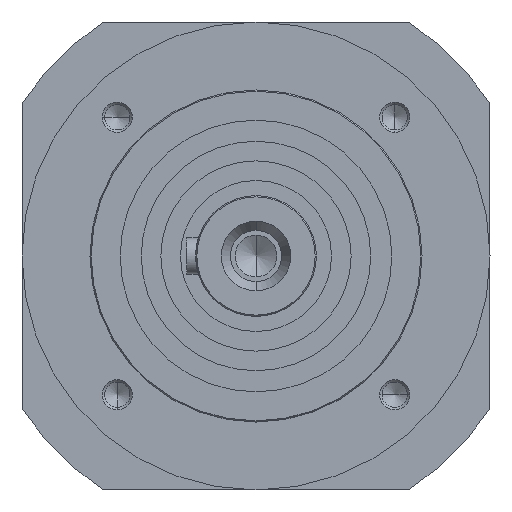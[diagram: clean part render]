
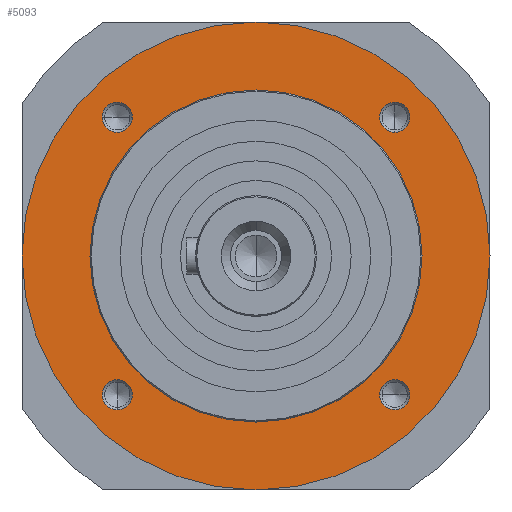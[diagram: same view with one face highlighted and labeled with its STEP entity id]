
A CAD part, left-side view. The second image highlights one B-rep face of the part: STEP entity #5093.
In plain terms, the highlighted planar face has unit normal (-1, 0, 0).
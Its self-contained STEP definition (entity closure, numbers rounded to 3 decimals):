
#517=CARTESIAN_POINT('',(95.,77.5,0.0));
#518=VERTEX_POINT('',#517);
#527=CARTESIAN_POINT('',(95.,-77.5,0.));
#528=VERTEX_POINT('',#527);
#529=CARTESIAN_POINT('',(95.,0.0,0.0));
#530=DIRECTION('',(1.0,0.0,0.0));
#531=DIRECTION('',(0.0,1.0,0.0));
#532=AXIS2_PLACEMENT_3D('',#529,#530,#531);
#533=CIRCLE('',#532,77.5);
#534=EDGE_CURVE('',#518,#528,#533,.T.);
#570=CARTESIAN_POINT('',(95.0,55.,0.0));
#571=VERTEX_POINT('',#570);
#587=CARTESIAN_POINT('',(95.0,-55.,0.));
#588=VERTEX_POINT('',#587);
#595=CARTESIAN_POINT('',(95.0,0.0,0.0));
#596=DIRECTION('',(1.0,0.0,0.0));
#597=DIRECTION('',(0.0,1.0,0.0));
#598=AXIS2_PLACEMENT_3D('',#595,#596,#597);
#599=CIRCLE('',#598,55.);
#600=EDGE_CURVE('',#571,#588,#599,.T.);
#1072=CARTESIAN_POINT('',(95.0,45.962,-40.962));
#1073=VERTEX_POINT('',#1072);
#1081=CARTESIAN_POINT('',(95.0,45.962,-50.962));
#1082=VERTEX_POINT('',#1081);
#1089=CARTESIAN_POINT('',(95.0,45.962,-45.962));
#1090=DIRECTION('',(1.0,0.0,0.0));
#1091=DIRECTION('',(0.0,0.0,1.0));
#1092=AXIS2_PLACEMENT_3D('',#1089,#1090,#1091);
#1093=CIRCLE('',#1092,5.);
#1094=EDGE_CURVE('',#1073,#1082,#1093,.T.);
#1238=CARTESIAN_POINT('',(95.0,40.962,45.962));
#1239=VERTEX_POINT('',#1238);
#1247=CARTESIAN_POINT('',(95.0,50.962,45.962));
#1248=VERTEX_POINT('',#1247);
#1255=CARTESIAN_POINT('',(95.0,45.962,45.962));
#1256=DIRECTION('',(1.0,0.0,0.0));
#1257=DIRECTION('',(0.0,-1.0,0.0));
#1258=AXIS2_PLACEMENT_3D('',#1255,#1256,#1257);
#1259=CIRCLE('',#1258,5.);
#1260=EDGE_CURVE('',#1239,#1248,#1259,.T.);
#1404=CARTESIAN_POINT('',(95.0,-45.962,40.962));
#1405=VERTEX_POINT('',#1404);
#1413=CARTESIAN_POINT('',(95.0,-45.962,50.962));
#1414=VERTEX_POINT('',#1413);
#1421=CARTESIAN_POINT('',(95.0,-45.962,45.962));
#1422=DIRECTION('',(1.0,0.0,0.0));
#1423=DIRECTION('',(0.0,0.0,-1.0));
#1424=AXIS2_PLACEMENT_3D('',#1421,#1422,#1423);
#1425=CIRCLE('',#1424,5.);
#1426=EDGE_CURVE('',#1405,#1414,#1425,.T.);
#1570=CARTESIAN_POINT('',(95.0,-40.962,-45.962));
#1571=VERTEX_POINT('',#1570);
#1579=CARTESIAN_POINT('',(95.0,-50.962,-45.962));
#1580=VERTEX_POINT('',#1579);
#1587=CARTESIAN_POINT('',(95.0,-45.962,-45.962));
#1588=DIRECTION('',(1.0,0.0,0.0));
#1589=DIRECTION('',(0.0,1.0,0.0));
#1590=AXIS2_PLACEMENT_3D('',#1587,#1588,#1589);
#1591=CIRCLE('',#1590,5.);
#1592=EDGE_CURVE('',#1571,#1580,#1591,.T.);
#4078=CARTESIAN_POINT('',(95.0,-45.962,-45.962));
#4079=DIRECTION('',(1.0,0.0,0.0));
#4080=DIRECTION('',(0.0,1.0,0.0));
#4081=AXIS2_PLACEMENT_3D('',#4078,#4079,#4080);
#4082=CIRCLE('',#4081,5.);
#4083=EDGE_CURVE('',#1580,#1571,#4082,.T.);
#4188=CARTESIAN_POINT('',(95.0,-45.962,45.962));
#4189=DIRECTION('',(1.0,0.0,0.0));
#4190=DIRECTION('',(0.0,0.0,-1.0));
#4191=AXIS2_PLACEMENT_3D('',#4188,#4189,#4190);
#4192=CIRCLE('',#4191,5.);
#4193=EDGE_CURVE('',#1414,#1405,#4192,.T.);
#4298=CARTESIAN_POINT('',(95.0,45.962,45.962));
#4299=DIRECTION('',(1.0,0.0,0.0));
#4300=DIRECTION('',(0.0,-1.0,0.0));
#4301=AXIS2_PLACEMENT_3D('',#4298,#4299,#4300);
#4302=CIRCLE('',#4301,5.);
#4303=EDGE_CURVE('',#1248,#1239,#4302,.T.);
#4408=CARTESIAN_POINT('',(95.0,45.962,-45.962));
#4409=DIRECTION('',(1.0,0.0,0.0));
#4410=DIRECTION('',(0.0,0.0,1.0));
#4411=AXIS2_PLACEMENT_3D('',#4408,#4409,#4410);
#4412=CIRCLE('',#4411,5.);
#4413=EDGE_CURVE('',#1082,#1073,#4412,.T.);
#5046=CARTESIAN_POINT('',(95.0,0.0,0.0));
#5047=DIRECTION('',(1.0,0.0,0.0));
#5048=DIRECTION('',(0.0,1.0,0.0));
#5049=AXIS2_PLACEMENT_3D('',#5046,#5047,#5048);
#5050=CIRCLE('',#5049,55.);
#5051=EDGE_CURVE('',#588,#571,#5050,.T.);
#5058=CARTESIAN_POINT('',(95.0,38.75,0.0));
#5059=DIRECTION('',(-1.0,0.0,0.0));
#5060=DIRECTION('',(0.0,0.0,1.0));
#5061=AXIS2_PLACEMENT_3D('',#5058,#5059,#5060);
#5062=PLANE('',#5061);
#5063=ORIENTED_EDGE('',*,*,#534,.F.);
#5064=CARTESIAN_POINT('',(95.,0.0,0.0));
#5065=DIRECTION('',(1.0,0.0,0.0));
#5066=DIRECTION('',(0.0,1.0,0.0));
#5067=AXIS2_PLACEMENT_3D('',#5064,#5065,#5066);
#5068=CIRCLE('',#5067,77.5);
#5069=EDGE_CURVE('',#528,#518,#5068,.T.);
#5070=ORIENTED_EDGE('',*,*,#5069,.F.);
#5071=EDGE_LOOP('',(#5063,#5070));
#5072=FACE_OUTER_BOUND('',#5071,.T.);
#5073=ORIENTED_EDGE('',*,*,#1592,.T.);
#5074=ORIENTED_EDGE('',*,*,#4083,.T.);
#5075=EDGE_LOOP('',(#5073,#5074));
#5076=FACE_BOUND('',#5075,.T.);
#5077=ORIENTED_EDGE('',*,*,#1426,.T.);
#5078=ORIENTED_EDGE('',*,*,#4193,.T.);
#5079=EDGE_LOOP('',(#5077,#5078));
#5080=FACE_BOUND('',#5079,.T.);
#5081=ORIENTED_EDGE('',*,*,#1260,.T.);
#5082=ORIENTED_EDGE('',*,*,#4303,.T.);
#5083=EDGE_LOOP('',(#5081,#5082));
#5084=FACE_BOUND('',#5083,.T.);
#5085=ORIENTED_EDGE('',*,*,#1094,.T.);
#5086=ORIENTED_EDGE('',*,*,#4413,.T.);
#5087=EDGE_LOOP('',(#5085,#5086));
#5088=FACE_BOUND('',#5087,.T.);
#5089=ORIENTED_EDGE('',*,*,#600,.T.);
#5090=ORIENTED_EDGE('',*,*,#5051,.T.);
#5091=EDGE_LOOP('',(#5089,#5090));
#5092=FACE_BOUND('',#5091,.T.);
#5093=ADVANCED_FACE('',(#5072,#5076,#5080,#5084,#5088,#5092),#5062,.T.);
